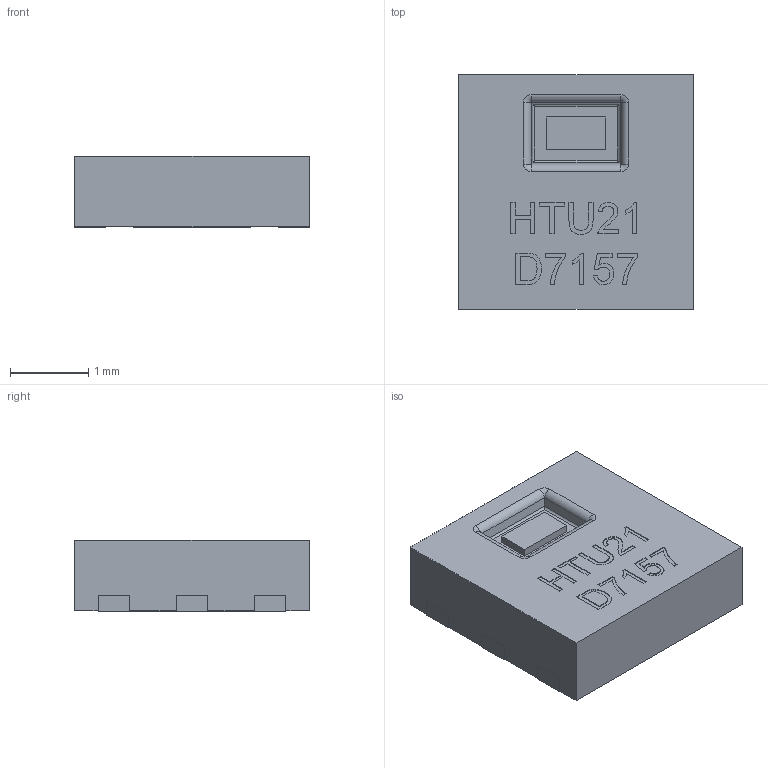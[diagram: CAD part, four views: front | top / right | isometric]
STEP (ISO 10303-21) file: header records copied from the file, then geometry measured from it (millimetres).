
FILE_DESCRIPTION (( 'STEP AP214' ), '1' );
FILE_NAME ('User Library-HTU21.STEP', '2017-09-06T10:36:10', ( 'Windows User' ), ( '' ), 'SwSTEP 2.0', 'SolidWorks 2017', '' );
FILE_SCHEMA (( 'AUTOMOTIVE_DESIGN' ));
Length unit declared in the file: millimetre
Products named in the file (1): User Library-HTU21
Bounding box: 3 x 3 x 0.91 mm (x, y, z)
Volume: 8 mm3; surface area: 30.9 mm2
Topology: 1 solids, 1 shells, 208 faces, 556 edges, 360 vertices
Faces by surface type: plane 156, bspline 40, cylinder 8, torus 4
Entity records: 10722 total; most frequent: CARTESIAN_POINT 3517, ORIENTED_EDGE 1104, DIRECTION 818, EDGE_CURVE 552, VECTOR 456, LINE 456, VERTEX_POINT 360, EDGE_LOOP 222
